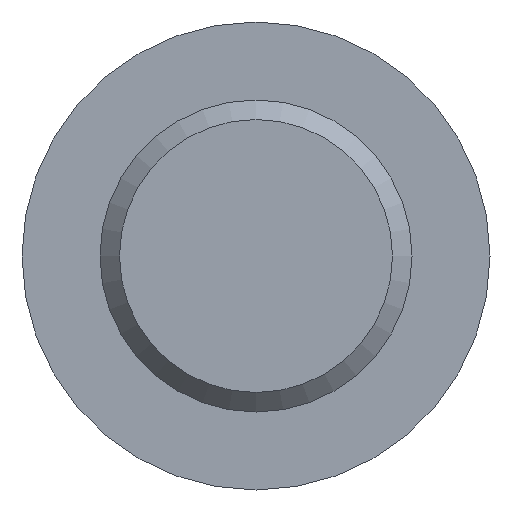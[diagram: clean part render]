
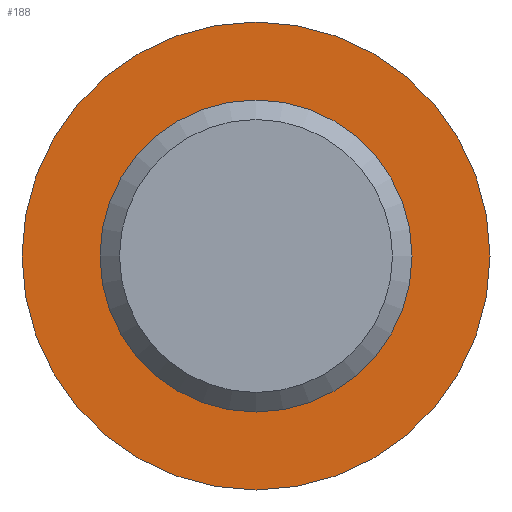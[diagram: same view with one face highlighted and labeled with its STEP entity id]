
A CAD part, front view. The second image highlights one B-rep face of the part: STEP entity #188.
In plain terms, the highlighted planar face has unit normal (0, -1, 0).
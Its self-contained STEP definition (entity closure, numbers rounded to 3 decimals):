
#11 = CIRCLE ( 'NONE', #353, 8. ) ;
#19 = FACE_BOUND ( 'NONE', #45, .T. ) ;
#45 = EDGE_LOOP ( 'NONE', ( #313 ) ) ;
#93 = VERTEX_POINT ( 'NONE', #257 ) ;
#95 = EDGE_CURVE ( 'NONE', #336, #336, #122, .T. ) ;
#97 = DIRECTION ( 'NONE',  ( 0., 0., -1. ) ) ;
#108 = DIRECTION ( 'NONE',  ( 0., 1., 0. ) ) ;
#122 = CIRCLE ( 'NONE', #261, 12. ) ;
#137 = CARTESIAN_POINT ( 'NONE',  ( 0., 70., -12. ) ) ;
#139 = CARTESIAN_POINT ( 'NONE',  ( 0., 70., 0. ) ) ;
#143 = CARTESIAN_POINT ( 'NONE',  ( -8., 70., 0. ) ) ;
#148 = DIRECTION ( 'NONE',  ( 0., -1., 0. ) ) ;
#182 = AXIS2_PLACEMENT_3D ( 'NONE', #143, #108, #426 ) ;
#188 = ADVANCED_FACE ( 'NONE', ( #19, #343 ), #346, .F. ) ;
#257 = CARTESIAN_POINT ( 'NONE',  ( 0., 70., -8. ) ) ;
#261 = AXIS2_PLACEMENT_3D ( 'NONE', #139, #462, #97 ) ;
#313 = ORIENTED_EDGE ( 'NONE', *, *, #435, .F. ) ;
#336 = VERTEX_POINT ( 'NONE', #137 ) ;
#343 = FACE_OUTER_BOUND ( 'NONE', #541, .T. ) ;
#346 = PLANE ( 'NONE',  #182 ) ;
#348 = CARTESIAN_POINT ( 'NONE',  ( 0., 70., 0. ) ) ;
#353 = AXIS2_PLACEMENT_3D ( 'NONE', #348, #148, #520 ) ;
#426 = DIRECTION ( 'NONE',  ( 0., 0., 1. ) ) ;
#435 = EDGE_CURVE ( 'NONE', #93, #93, #11, .T. ) ;
#462 = DIRECTION ( 'NONE',  ( 0., -1., 0. ) ) ;
#486 = ORIENTED_EDGE ( 'NONE', *, *, #95, .T. ) ;
#520 = DIRECTION ( 'NONE',  ( 0., 0., -1. ) ) ;
#541 = EDGE_LOOP ( 'NONE', ( #486 ) ) ;
